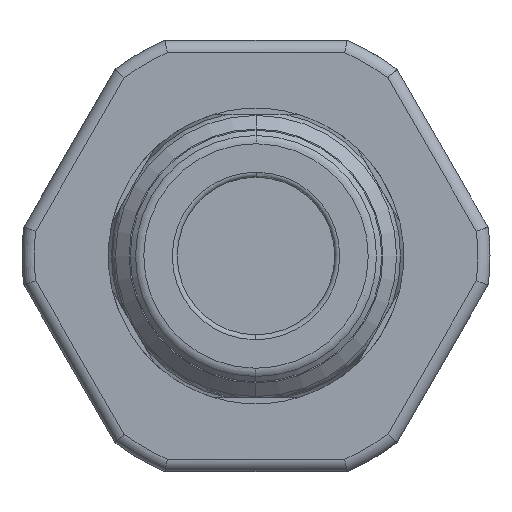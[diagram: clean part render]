
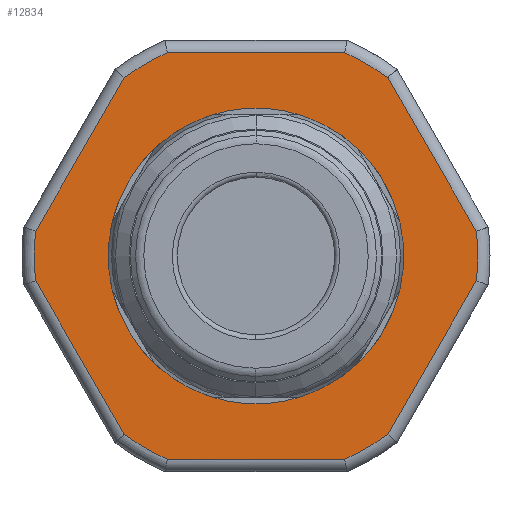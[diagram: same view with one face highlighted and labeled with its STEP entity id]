
A CAD part, front view. The second image highlights one B-rep face of the part: STEP entity #12834.
In plain terms, the highlighted planar face has unit normal (0, -1, 0).
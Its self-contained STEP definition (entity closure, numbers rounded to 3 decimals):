
#1946=DIRECTION('',(-1.,0.,0.));
#1947=VECTOR('',#1946,14.387);
#1948=CARTESIAN_POINT('',(7.194,-5.95,16.5));
#1949=LINE('',#1948,#1947);
#1950=CARTESIAN_POINT('',(7.194,-5.95,16.5));
#1973=DIRECTION('',(0.5,0.,0.866));
#1974=VECTOR('',#1973,14.387);
#1975=CARTESIAN_POINT('',(-17.886,-5.95,
2.02));
#1976=LINE('',#1975,#1974);
#1977=CARTESIAN_POINT('',(0.,-5.95,0.));
#1978=DIRECTION('',(0.,1.,0.));
#1979=DIRECTION('',(-0.594,0.,0.804));
#1980=AXIS2_PLACEMENT_3D('',#1977,#1978,#1979);
#1982=CARTESIAN_POINT('',(0.,-5.95,0.));
#1983=DIRECTION('',(0.,1.,0.));
#1984=DIRECTION('',(0.4,0.,0.917));
#1985=AXIS2_PLACEMENT_3D('',#1982,#1983,#1984);
#1987=DIRECTION('',(0.5,0.,-0.866));
#1988=VECTOR('',#1987,14.387);
#1989=CARTESIAN_POINT('',(10.693,-5.95,14.48));
#1990=LINE('',#1989,#1988);
#1991=CARTESIAN_POINT('',(0.,-5.95,0.));
#1992=DIRECTION('',(0.,1.,0.));
#1993=DIRECTION('',(0.994,0.,0.112));
#1994=AXIS2_PLACEMENT_3D('',#1991,#1992,#1993);
#1996=CARTESIAN_POINT('',(0.,-5.95,0.));
#1997=DIRECTION('',(0.,1.,0.));
#1998=DIRECTION('',(1.,0.,0.001));
#1999=AXIS2_PLACEMENT_3D('',#1996,#1997,#1998);
#2001=DIRECTION('',(-0.5,0.,-0.866));
#2002=VECTOR('',#2001,14.387);
#2003=CARTESIAN_POINT('',(17.886,-5.95,
-2.02));
#2004=LINE('',#2003,#2002);
#2005=CARTESIAN_POINT('',(0.,-5.95,0.));
#2006=DIRECTION('',(0.,1.,0.));
#2007=DIRECTION('',(0.594,0.,-0.804));
#2008=AXIS2_PLACEMENT_3D('',#2005,#2006,#2007);
#2010=CARTESIAN_POINT('',(0.,-5.95,0.));
#2011=DIRECTION('',(0.,1.,0.));
#2012=DIRECTION('',(-0.4,0.,-0.917));
#2013=AXIS2_PLACEMENT_3D('',#2010,#2011,#2012);
#2015=DIRECTION('',(-0.5,0.,0.866));
#2016=VECTOR('',#2015,14.387);
#2017=CARTESIAN_POINT('',(-10.693,-5.95,
-14.48));
#2018=LINE('',#2017,#2016);
#2019=CARTESIAN_POINT('',(0.,-5.95,0.));
#2020=DIRECTION('',(0.,1.,0.));
#2021=DIRECTION('',(-0.994,0.,-0.112));
#2022=AXIS2_PLACEMENT_3D('',#2019,#2020,#2021);
#2024=CARTESIAN_POINT('',(0.,-5.95,0.));
#2025=DIRECTION('',(0.,1.,0.));
#2026=DIRECTION('',(-1.,0.,-0.001));
#2027=AXIS2_PLACEMENT_3D('',#2024,#2025,#2026);
#2029=CARTESIAN_POINT('',(0.,-5.95,0.));
#2030=DIRECTION('',(0.,-1.,0.));
#2031=DIRECTION('',(0.,0.,-1.));
#2032=AXIS2_PLACEMENT_3D('',#2029,#2030,#2031);
#2034=CARTESIAN_POINT('',(0.,-5.95,0.));
#2035=DIRECTION('',(0.,-1.,0.));
#2036=DIRECTION('',(0.,0.,1.));
#2037=AXIS2_PLACEMENT_3D('',#2034,#2035,#2036);
#2125=DIRECTION('',(1.,0.,0.));
#2126=VECTOR('',#2125,14.387);
#2127=CARTESIAN_POINT('',(-7.194,-5.95,-16.5));
#2128=LINE('',#2127,#2126);
#8553=VERTEX_POINT('',#1950);
#8554=CARTESIAN_POINT('',(-7.194,-5.95,16.5));
#8555=VERTEX_POINT('',#8554);
#8556=CARTESIAN_POINT('',(10.693,-5.95,14.48));
#8557=VERTEX_POINT('',#8556);
#8558=CARTESIAN_POINT('',(-17.886,-5.95,
2.02));
#8559=CARTESIAN_POINT('',(-10.693,-5.95,
14.48));
#8560=VERTEX_POINT('',#8558);
#8561=VERTEX_POINT('',#8559);
#8562=CARTESIAN_POINT('',(17.886,-5.95,2.02));
#8563=VERTEX_POINT('',#8562);
#8564=CARTESIAN_POINT('',(18.,-5.95,0.017));
#8565=CARTESIAN_POINT('',(17.886,-5.95,
-2.02));
#8566=VERTEX_POINT('',#8564);
#8567=VERTEX_POINT('',#8565);
#8568=CARTESIAN_POINT('',(10.693,-5.95,
-14.48));
#8569=VERTEX_POINT('',#8568);
#8570=CARTESIAN_POINT('',(7.194,-5.95,-16.5));
#8571=VERTEX_POINT('',#8570);
#8572=CARTESIAN_POINT('',(-7.194,-5.95,-16.5));
#8573=VERTEX_POINT('',#8572);
#8574=CARTESIAN_POINT('',(-10.693,-5.95,
-14.48));
#8575=VERTEX_POINT('',#8574);
#8576=CARTESIAN_POINT('',(-17.886,-5.95,
-2.02));
#8577=VERTEX_POINT('',#8576);
#8578=CARTESIAN_POINT('',(-18.,-5.95,-0.017));
#8579=VERTEX_POINT('',#8578);
#8580=CARTESIAN_POINT('',(0.,-5.95,-10.008));
#8581=CARTESIAN_POINT('',(0.,-5.95,10.008));
#8582=VERTEX_POINT('',#8580);
#8583=VERTEX_POINT('',#8581);
#12795=CARTESIAN_POINT('',(0.,-5.95,0.));
#12796=DIRECTION('',(0.,1.,0.));
#12797=DIRECTION('',(0.,0.,1.));
#12798=AXIS2_PLACEMENT_3D('',#12795,#12796,#12797);
#12799=PLANE('',#12798);
#12801=ORIENTED_EDGE('',*,*,#12800,.T.);
#12803=ORIENTED_EDGE('',*,*,#12802,.T.);
#12804=ORIENTED_EDGE('',*,*,#12774,.F.);
#12805=ORIENTED_EDGE('',*,*,#12786,.T.);
#12807=ORIENTED_EDGE('',*,*,#12806,.T.);
#12809=ORIENTED_EDGE('',*,*,#12808,.T.);
#12811=ORIENTED_EDGE('',*,*,#12810,.T.);
#12813=ORIENTED_EDGE('',*,*,#12812,.T.);
#12815=ORIENTED_EDGE('',*,*,#12814,.T.);
#12817=ORIENTED_EDGE('',*,*,#12816,.F.);
#12819=ORIENTED_EDGE('',*,*,#12818,.T.);
#12821=ORIENTED_EDGE('',*,*,#12820,.T.);
#12823=ORIENTED_EDGE('',*,*,#12822,.T.);
#12825=ORIENTED_EDGE('',*,*,#12824,.T.);
#12826=EDGE_LOOP('',(#12801,#12803,#12804,#12805,#12807,#12809,#12811,#12813,
#12815,#12817,#12819,#12821,#12823,#12825));
#12827=FACE_OUTER_BOUND('',#12826,.F.);
#12829=ORIENTED_EDGE('',*,*,#12828,.T.);
#12831=ORIENTED_EDGE('',*,*,#12830,.T.);
#12832=EDGE_LOOP('',(#12829,#12831));
#12833=FACE_BOUND('',#12832,.F.);
#1981=CIRCLE('',#1980,18.);
#1986=CIRCLE('',#1985,18.);
#1995=CIRCLE('',#1994,18.);
#2000=CIRCLE('',#1999,18.);
#2009=CIRCLE('',#2008,18.);
#2014=CIRCLE('',#2013,18.);
#2023=CIRCLE('',#2022,18.);
#2028=CIRCLE('',#2027,18.);
#2033=CIRCLE('',#2032,10.008);
#2038=CIRCLE('',#2037,10.008);
#12774=EDGE_CURVE('',#8553,#8555,#1949,.T.);
#12786=EDGE_CURVE('',#8553,#8557,#1986,.T.);
#12800=EDGE_CURVE('',#8560,#8561,#1976,.T.);
#12802=EDGE_CURVE('',#8561,#8555,#1981,.T.);
#12806=EDGE_CURVE('',#8557,#8563,#1990,.T.);
#12808=EDGE_CURVE('',#8563,#8566,#1995,.T.);
#12810=EDGE_CURVE('',#8566,#8567,#2000,.T.);
#12812=EDGE_CURVE('',#8567,#8569,#2004,.T.);
#12814=EDGE_CURVE('',#8569,#8571,#2009,.T.);
#12816=EDGE_CURVE('',#8573,#8571,#2128,.T.);
#12818=EDGE_CURVE('',#8573,#8575,#2014,.T.);
#12820=EDGE_CURVE('',#8575,#8577,#2018,.T.);
#12822=EDGE_CURVE('',#8577,#8579,#2023,.T.);
#12824=EDGE_CURVE('',#8579,#8560,#2028,.T.);
#12828=EDGE_CURVE('',#8582,#8583,#2033,.T.);
#12830=EDGE_CURVE('',#8583,#8582,#2038,.T.);
#12834=ADVANCED_FACE('',(#12827,#12833),#12799,.F.);
